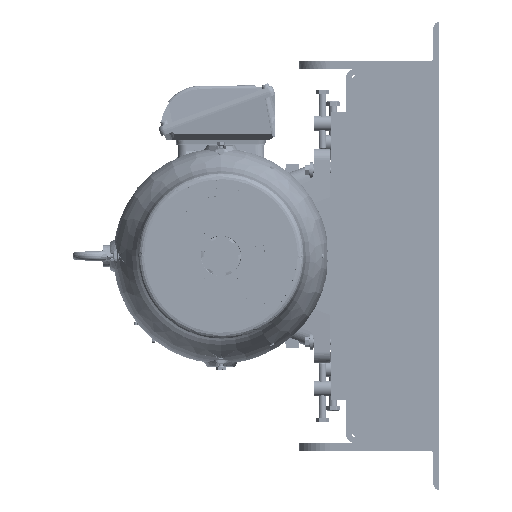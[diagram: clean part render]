
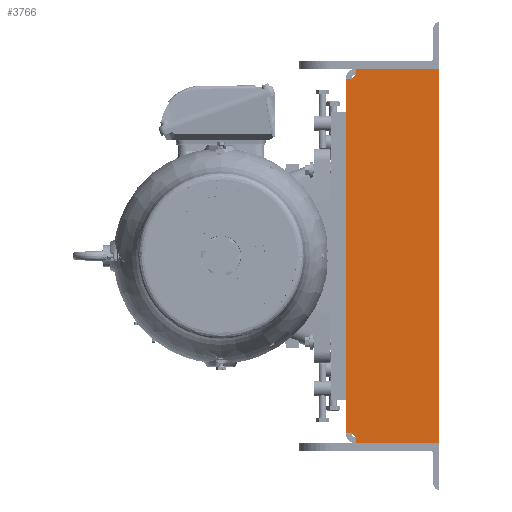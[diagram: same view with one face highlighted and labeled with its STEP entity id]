
A CAD part, left-side view. The second image highlights one B-rep face of the part: STEP entity #3766.
In plain terms, the highlighted planar face has unit normal (-1, 0, 0).
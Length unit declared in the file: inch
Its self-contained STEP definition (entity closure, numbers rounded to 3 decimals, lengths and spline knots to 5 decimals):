
#1490 = EDGE_CURVE ( 'NONE', #319135, #171407, #231825, .T. ) ;
#3766 = ADVANCED_FACE ( 'NONE', ( #326264 ), #319537, .T. ) ;
#3995 = VERTEX_POINT ( 'NONE', #343958 ) ;
#5310 = B_SPLINE_CURVE_WITH_KNOTS ( 'NONE', 3,
 ( #71041, #68520, #158132, #95900 ),
 .UNSPECIFIED., .F., .F.,
 ( 4, 4 ),
 ( 0., 1. ),
 .UNSPECIFIED. ) ;
#5885 = CARTESIAN_POINT ( 'NONE',  ( -44.80875, -8.41488, 11.61194 ) ) ;
#7740 = EDGE_CURVE ( 'NONE', #103612, #154729, #169520, .T. ) ;
#11431 = ORIENTED_EDGE ( 'NONE', *, *, #366867, .T. ) ;
#16626 = CARTESIAN_POINT ( 'NONE',  ( -44.80875, -14.03988, 12.23694 ) ) ;
#18808 = B_SPLINE_CURVE_WITH_KNOTS ( 'NONE', 3,
 ( #285561, #194853, #98706, #215606 ),
 .UNSPECIFIED., .F., .F.,
 ( 4, 4 ),
 ( 0., 1. ),
 .UNSPECIFIED. ) ;
#21749 = CARTESIAN_POINT ( 'NONE',  ( -44.80875, -14.03988, -11.38806 ) ) ;
#22504 = CARTESIAN_POINT ( 'NONE',  ( -44.80875, -8.58155, -11.30474 ) ) ;
#24789 = CARTESIAN_POINT ( 'NONE',  ( -44.80875, -8.66486, 11.86193 ) ) ;
#27597 = CARTESIAN_POINT ( 'NONE',  ( -44.80875, -14.03988, 11.86194 ) ) ;
#30662 = CARTESIAN_POINT ( 'NONE',  ( -44.80875, -8.66488, 12.23694 ) ) ;
#31589 = VERTEX_POINT ( 'NONE', #251333 ) ;
#34054 = B_SPLINE_CURVE_WITH_KNOTS ( 'NONE', 3,
 ( #265497, #357684, #217388, #304292 ),
 .UNSPECIFIED., .F., .F.,
 ( 4, 4 ),
 ( 0., 1. ),
 .UNSPECIFIED. ) ;
#46787 = ORIENTED_EDGE ( 'NONE', *, *, #1490, .T. ) ;
#50183 = EDGE_CURVE ( 'NONE', #238303, #154729, #18808, .T. ) ;
#54721 = VERTEX_POINT ( 'NONE', #57509 ) ;
#57509 = CARTESIAN_POINT ( 'NONE',  ( -44.80875, -14.03988, -11.76306 ) ) ;
#68225 = B_SPLINE_CURVE_WITH_KNOTS ( 'NONE', 3,
 ( #91708, #383870, #208610, #30662 ),
 .UNSPECIFIED., .F., .F.,
 ( 4, 4 ),
 ( 0., 1. ),
 .UNSPECIFIED. ) ;
#68520 = CARTESIAN_POINT ( 'NONE',  ( -44.80875, -14.03988, -11.63806 ) ) ;
#71041 = CARTESIAN_POINT ( 'NONE',  ( -44.80875, -14.03988, -11.76306 ) ) ;
#71736 = CARTESIAN_POINT ( 'NONE',  ( -44.80875, -8.66488, -11.63806 ) ) ;
#76490 = EDGE_CURVE ( 'NONE', #244962, #315205, #195599, .T. ) ;
#80187 = ORIENTED_EDGE ( 'NONE', *, *, #173947, .T. ) ;
#80937 = CARTESIAN_POINT ( 'NONE',  ( -44.80875, -8.41488, -11.13808 ) ) ;
#83473 = CARTESIAN_POINT ( 'NONE',  ( -44.80875, -8.49822, -11.22141 ) ) ;
#88159 = VERTEX_POINT ( 'NONE', #21749 ) ;
#91708 = CARTESIAN_POINT ( 'NONE',  ( -44.80875, -14.03988, 12.23694 ) ) ;
#92443 = CARTESIAN_POINT ( 'NONE',  ( -44.80875, -12.24821, -11.76306 ) ) ;
#95900 = CARTESIAN_POINT ( 'NONE',  ( -44.80875, -14.03988, -11.38806 ) ) ;
#98706 = CARTESIAN_POINT ( 'NONE',  ( -44.80875, -8.16488, 11.61194 ) ) ;
#99453 = ORIENTED_EDGE ( 'NONE', *, *, #228522, .T. ) ;
#103612 = VERTEX_POINT ( 'NONE', #237851 ) ;
#104145 = B_SPLINE_CURVE_WITH_KNOTS ( 'NONE', 3,
 ( #262526, #170496, #289801, #27597 ),
 .UNSPECIFIED., .F., .F.,
 ( 4, 4 ),
 ( 0., 1. ),
 .UNSPECIFIED. ) ;
#109537 = ORIENTED_EDGE ( 'NONE', *, *, #124154, .T. ) ;
#113088 = EDGE_CURVE ( 'NONE', #88159, #319135, #104145, .T. ) ;
#124154 = EDGE_CURVE ( 'NONE', #3995, #31589, #233714, .T. ) ;
#130757 = CARTESIAN_POINT ( 'NONE',  ( -44.80875, -8.41488, 11.61194 ) ) ;
#134531 = ORIENTED_EDGE ( 'NONE', *, *, #218606, .T. ) ;
#135279 = EDGE_CURVE ( 'NONE', #317660, #3995, #324194, .T. ) ;
#143025 = CARTESIAN_POINT ( 'NONE',  ( -44.80875, -8.66488, 12.23694 ) ) ;
#143032 = DIRECTION ( 'NONE',  ( 0., 0., 1. ) ) ;
#152092 = CARTESIAN_POINT ( 'NONE',  ( -44.80875, -8.66486, 11.86193 ) ) ;
#154729 = VERTEX_POINT ( 'NONE', #312783 ) ;
#157539 = CARTESIAN_POINT ( 'NONE',  ( -44.80875, -8.66488, -11.76306 ) ) ;
#158132 = CARTESIAN_POINT ( 'NONE',  ( -44.80875, -14.03988, -11.51306 ) ) ;
#166004 = CARTESIAN_POINT ( 'NONE',  ( -44.80875, -14.03988, 11.98694 ) ) ;
#167690 = ORIENTED_EDGE ( 'NONE', *, *, #135279, .T. ) ;
#169520 = B_SPLINE_CURVE_WITH_KNOTS ( 'NONE', 3,
 ( #253023, #221974, #281563, #311431 ),
 .UNSPECIFIED., .F., .F.,
 ( 4, 4 ),
 ( 0., 1. ),
 .UNSPECIFIED. ) ;
#170496 = CARTESIAN_POINT ( 'NONE',  ( -44.80875, -14.03988, -3.63806 ) ) ;
#171407 = VERTEX_POINT ( 'NONE', #257208 ) ;
#172852 = CARTESIAN_POINT ( 'NONE',  ( -44.80875, -8.66487, 12.11193 ) ) ;
#173947 = EDGE_CURVE ( 'NONE', #54721, #88159, #5310, .T. ) ;
#179463 = ORIENTED_EDGE ( 'NONE', *, *, #76490, .T. ) ;
#194853 = CARTESIAN_POINT ( 'NONE',  ( -44.80875, -8.28988, 11.61194 ) ) ;
#195599 = B_SPLINE_CURVE_WITH_KNOTS ( 'NONE', 3,
 ( #143025, #172852, #206571, #24789 ),
 .UNSPECIFIED., .F., .F.,
 ( 4, 4 ),
 ( 0., 1. ),
 .UNSPECIFIED. ) ;
#206113 = CARTESIAN_POINT ( 'NONE',  ( -44.80875, -8.66488, 12.23694 ) ) ;
#206571 = CARTESIAN_POINT ( 'NONE',  ( -44.80875, -8.66486, 11.98693 ) ) ;
#208610 = CARTESIAN_POINT ( 'NONE',  ( -44.80875, -10.45654, 12.23694 ) ) ;
#215606 = CARTESIAN_POINT ( 'NONE',  ( -44.80875, -8.03988, 11.61194 ) ) ;
#217388 = CARTESIAN_POINT ( 'NONE',  ( -44.80875, -8.28988, -11.13808 ) ) ;
#218606 = EDGE_CURVE ( 'NONE', #171407, #244962, #68225, .T. ) ;
#221974 = CARTESIAN_POINT ( 'NONE',  ( -44.80875, -8.03988, -3.55473 ) ) ;
#222369 = EDGE_CURVE ( 'NONE', #31589, #54721, #283120, .T. ) ;
#222386 = CARTESIAN_POINT ( 'NONE',  ( -44.80875, -8.66488, -11.51306 ) ) ;
#222799 = ORIENTED_EDGE ( 'NONE', *, *, #7740, .F. ) ;
#226220 = ORIENTED_EDGE ( 'NONE', *, *, #113088, .T. ) ;
#228522 = EDGE_CURVE ( 'NONE', #315205, #238303, #344652, .T. ) ;
#231283 = DIRECTION ( 'NONE',  ( -1., 0., 0. ) ) ;
#231825 = B_SPLINE_CURVE_WITH_KNOTS ( 'NONE', 3,
 ( #284035, #166004, #372348, #16626 ),
 .UNSPECIFIED., .F., .F.,
 ( 4, 4 ),
 ( 0., 1. ),
 .UNSPECIFIED. ) ;
#233714 = B_SPLINE_CURVE_WITH_KNOTS ( 'NONE', 3,
 ( #340461, #222386, #71736, #157539 ),
 .UNSPECIFIED., .F., .F.,
 ( 4, 4 ),
 ( 0., 1. ),
 .UNSPECIFIED. ) ;
#237851 = CARTESIAN_POINT ( 'NONE',  ( -44.80875, -8.03988, -11.13806 ) ) ;
#238303 = VERTEX_POINT ( 'NONE', #5885 ) ;
#244962 = VERTEX_POINT ( 'NONE', #206113 ) ;
#248833 = CARTESIAN_POINT ( 'NONE',  ( -44.80875, -8.58153, 11.7786 ) ) ;
#251333 = CARTESIAN_POINT ( 'NONE',  ( -44.80875, -8.66488, -11.76306 ) ) ;
#253023 = CARTESIAN_POINT ( 'NONE',  ( -44.80875, -8.03988, -11.13806 ) ) ;
#257208 = CARTESIAN_POINT ( 'NONE',  ( -44.80875, -14.03988, 12.23694 ) ) ;
#262526 = CARTESIAN_POINT ( 'NONE',  ( -44.80875, -14.03988, -11.38806 ) ) ;
#265497 = CARTESIAN_POINT ( 'NONE',  ( -44.80875, -8.03988, -11.13806 ) ) ;
#265961 = ORIENTED_EDGE ( 'NONE', *, *, #222369, .T. ) ;
#277355 = CARTESIAN_POINT ( 'NONE',  ( -44.80875, -8.4982, 11.69527 ) ) ;
#281563 = CARTESIAN_POINT ( 'NONE',  ( -44.80875, -8.03988, 4.0286 ) ) ;
#283120 = B_SPLINE_CURVE_WITH_KNOTS ( 'NONE', 3,
 ( #301375, #300050, #92443, #359861 ),
 .UNSPECIFIED., .F., .F.,
 ( 4, 4 ),
 ( 0., 1. ),
 .UNSPECIFIED. ) ;
#284035 = CARTESIAN_POINT ( 'NONE',  ( -44.80875, -14.03988, 11.86194 ) ) ;
#285561 = CARTESIAN_POINT ( 'NONE',  ( -44.80875, -8.41488, 11.61194 ) ) ;
#289426 = ORIENTED_EDGE ( 'NONE', *, *, #50183, .T. ) ;
#289801 = CARTESIAN_POINT ( 'NONE',  ( -44.80875, -14.03988, 4.11194 ) ) ;
#296722 = CARTESIAN_POINT ( 'NONE',  ( -44.80875, -8.41488, -11.13808 ) ) ;
#300050 = CARTESIAN_POINT ( 'NONE',  ( -44.80875, -10.45654, -11.76306 ) ) ;
#301375 = CARTESIAN_POINT ( 'NONE',  ( -44.80875, -8.66488, -11.76306 ) ) ;
#304292 = CARTESIAN_POINT ( 'NONE',  ( -44.80875, -8.41488, -11.13808 ) ) ;
#305557 = CARTESIAN_POINT ( 'NONE',  ( -44.80875, -14.03988, 11.86194 ) ) ;
#311431 = CARTESIAN_POINT ( 'NONE',  ( -44.80875, -8.03988, 11.61194 ) ) ;
#312783 = CARTESIAN_POINT ( 'NONE',  ( -44.80875, -8.03988, 11.61194 ) ) ;
#315205 = VERTEX_POINT ( 'NONE', #152092 ) ;
#317660 = VERTEX_POINT ( 'NONE', #296722 ) ;
#319135 = VERTEX_POINT ( 'NONE', #305557 ) ;
#319537 = PLANE ( 'NONE',  #365534 ) ;
#320825 = CARTESIAN_POINT ( 'NONE',  ( -44.80875, -8.66488, -11.38806 ) ) ;
#324194 = B_SPLINE_CURVE_WITH_KNOTS ( 'NONE', 3,
 ( #80937, #83473, #22504, #380805 ),
 .UNSPECIFIED., .F., .F.,
 ( 4, 4 ),
 ( 0., 1. ),
 .UNSPECIFIED. ) ;
#326264 = FACE_OUTER_BOUND ( 'NONE', #346781, .T. ) ;
#335843 = CARTESIAN_POINT ( 'NONE',  ( -44.80875, -8.66486, 11.86193 ) ) ;
#340461 = CARTESIAN_POINT ( 'NONE',  ( -44.80875, -8.66488, -11.38806 ) ) ;
#343958 = CARTESIAN_POINT ( 'NONE',  ( -44.80875, -8.66488, -11.38806 ) ) ;
#344652 = B_SPLINE_CURVE_WITH_KNOTS ( 'NONE', 3,
 ( #335843, #248833, #277355, #130757 ),
 .UNSPECIFIED., .F., .F.,
 ( 4, 4 ),
 ( 0., 1. ),
 .UNSPECIFIED. ) ;
#346781 = EDGE_LOOP ( 'NONE', ( #46787, #134531, #179463, #99453, #289426, #222799, #11431, #167690, #109537, #265961, #80187, #226220 ) ) ;
#357684 = CARTESIAN_POINT ( 'NONE',  ( -44.80875, -8.16488, -11.13807 ) ) ;
#359861 = CARTESIAN_POINT ( 'NONE',  ( -44.80875, -14.03988, -11.76306 ) ) ;
#365534 = AXIS2_PLACEMENT_3D ( 'NONE', #320825, #231283, #143032 ) ;
#366867 = EDGE_CURVE ( 'NONE', #103612, #317660, #34054, .T. ) ;
#372348 = CARTESIAN_POINT ( 'NONE',  ( -44.80875, -14.03988, 12.11194 ) ) ;
#380805 = CARTESIAN_POINT ( 'NONE',  ( -44.80875, -8.66488, -11.38806 ) ) ;
#383870 = CARTESIAN_POINT ( 'NONE',  ( -44.80875, -12.24821, 12.23694 ) ) ;
